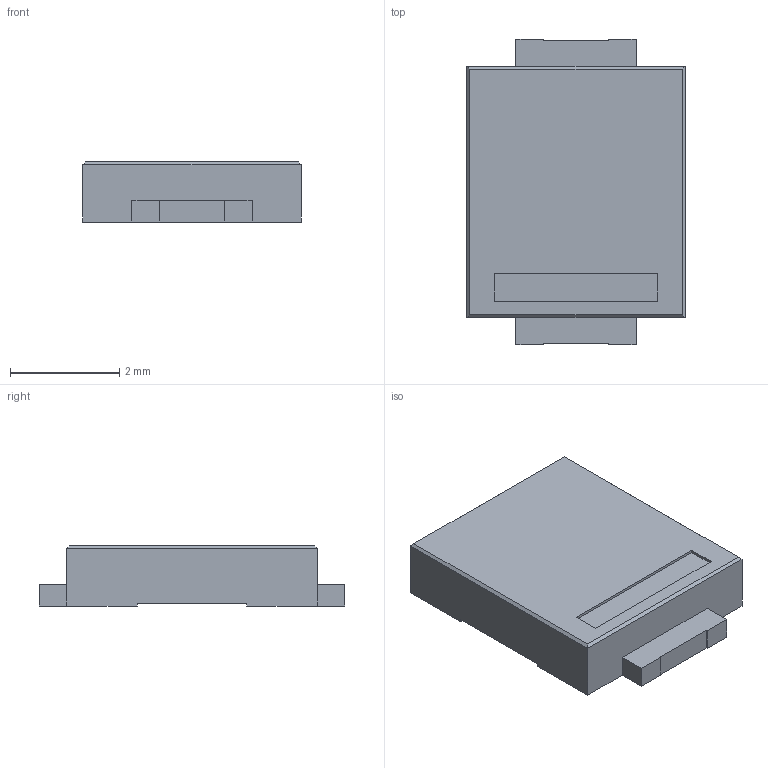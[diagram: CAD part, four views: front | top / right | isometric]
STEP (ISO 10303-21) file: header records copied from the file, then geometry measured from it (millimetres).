
FILE_DESCRIPTION(('STEP AP214'),'1');
FILE_NAME('DO221-AA.stp','2021-08-25T18:53:24',(' '),(' '),'Spatial InterOp 3D',' ',' ');
FILE_SCHEMA(('AUTOMOTIVE_DESIGN { 1 0 10303 214 1 1 1 1 }'));
Length unit declared in the file: metre
Products named in the file (4): DO221-AA; Komponente2; Komponente3; Komponente4
Assembly tree (3 placements, depth 2):
  DO221-AA
    Komponente2
    Komponente3
    Komponente4
Bounding box: 4 x 5.6 x 1.1 mm (x, y, z)
Volume: 20.6 mm3; surface area: 72.8 mm2
Topology: 3 solids, 3 shells, 47 faces, 116 edges, 76 vertices
Faces by surface type: plane 47
Entity records: 1508 total; most frequent: CARTESIAN_POINT 243, ORIENTED_EDGE 232, DIRECTION 218, EDGE_CURVE 116, LINE 116, VECTOR 116, VERTEX_POINT 76, AXIS2_PLACEMENT_3D 51
